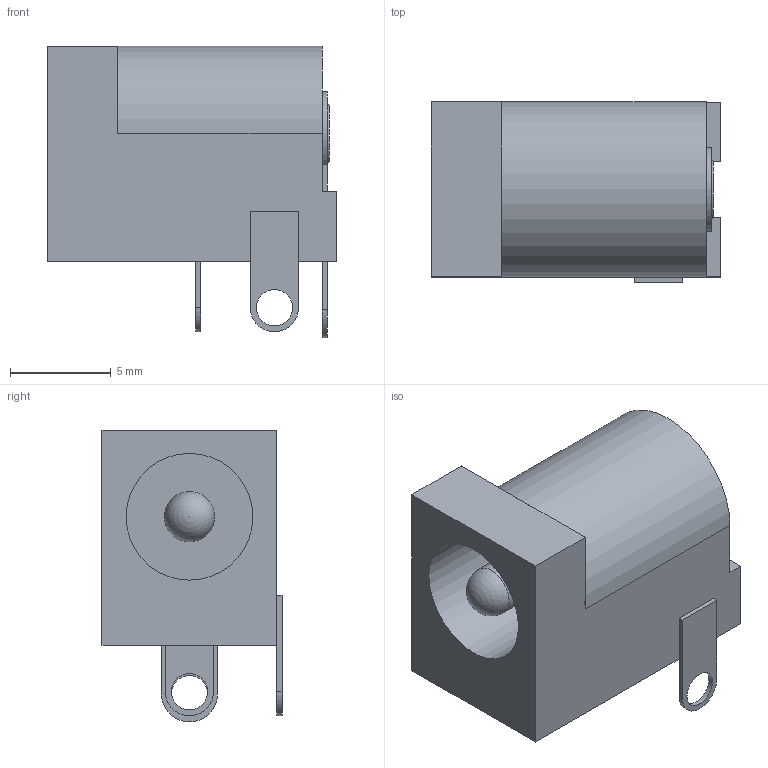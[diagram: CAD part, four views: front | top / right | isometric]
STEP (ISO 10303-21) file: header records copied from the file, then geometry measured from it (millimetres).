
FILE_DESCRIPTION(/* description */ (''),/* implementation_level */ '2;1');
FILE_NAME(/* name */ 'barrelJackConnector v3.step',/* time_stamp */ '2022-08-10T18:13:08-04:00',/* author */ (''),/* organization */ (''),/* preprocessor_version */ 'ST-DEVELOPER v19',/* originating_system */ 'Autodesk Translation Framework v11.7.0.108',/* authorisation */ '');
FILE_SCHEMA (('AUTOMOTIVE_DESIGN { 1 0 10303 214 3 1 1 }'));
Length unit declared in the file: millimetre
Products named in the file (2): barrelJackConnector; BarrelJackConnector_1
Assembly tree (1 placements, depth 2):
  barrelJackConnector
    BarrelJackConnector_1
Bounding box: 14.4 x 8.95 x 14.51 mm (x, y, z)
Volume: 972.8 mm3; surface area: 1061.6 mm2
Topology: 4 solids, 4 shells, 42 faces, 99 edges, 66 vertices
Faces by surface type: plane 28, cylinder 10, cone 2, torus 1, sphere 1
Full cylindrical faces by diameter (mm): 1.8 x3, 2.5 x1, 6.3 x1
Entity records: 1284 total; most frequent: DIRECTION 215, CARTESIAN_POINT 208, ORIENTED_EDGE 194, EDGE_CURVE 97, AXIS2_PLACEMENT_3D 73, LINE 69, VECTOR 69, VERTEX_POINT 66
